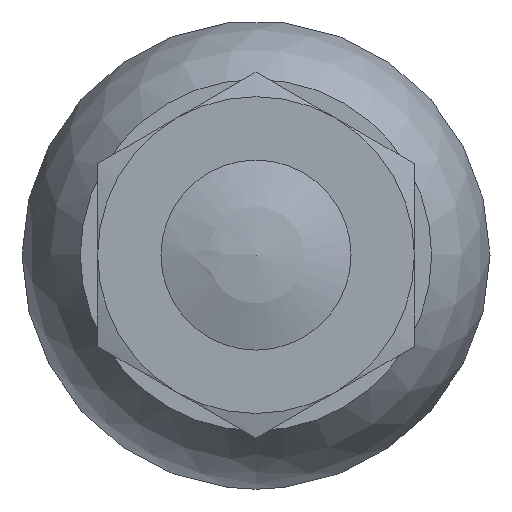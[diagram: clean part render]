
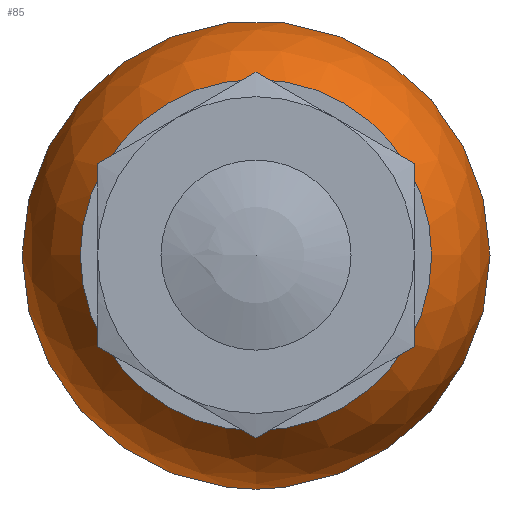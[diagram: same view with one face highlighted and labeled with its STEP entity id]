
A CAD part, left-side view. The second image highlights one B-rep face of the part: STEP entity #85.
In plain terms, the highlighted spherical face has radius 7.4 mm.
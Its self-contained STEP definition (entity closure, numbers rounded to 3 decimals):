
#85 = ADVANCED_FACE( '', ( #196, #197 ), #198, .T. );
#196 = FACE_OUTER_BOUND( '', #337, .T. );
#197 = FACE_OUTER_BOUND( '', #338, .T. );
#198 = SPHERICAL_SURFACE( '', #339, 7.4 );
#337 = EDGE_LOOP( '', ( #517 ) );
#338 = EDGE_LOOP( '', ( #518 ) );
#339 = AXIS2_PLACEMENT_3D( '', #519, #520, #521 );
#517 = ORIENTED_EDGE( '', *, *, #772, .T. );
#518 = ORIENTED_EDGE( '', *, *, #773, .F. );
#519 = CARTESIAN_POINT( '', ( 0., 0., 0. ) );
#520 = DIRECTION( '', ( 1., 0., 0. ) );
#521 = DIRECTION( '', ( 0., 1., 0. ) );
#772 = EDGE_CURVE( '', #910, #910, #911, .T. );
#773 = EDGE_CURVE( '', #912, #912, #913, .T. );
#910 = VERTEX_POINT( '', #1108 );
#911 = CIRCLE( '', #1109, 5.545 );
#912 = VERTEX_POINT( '', #1110 );
#913 = CIRCLE( '', #1111, 5. );
#1108 = CARTESIAN_POINT( '', ( -4.9, 0., -5.545 ) );
#1109 = AXIS2_PLACEMENT_3D( '', #1282, #1283, #1284 );
#1110 = CARTESIAN_POINT( '', ( 5.455, 0., -5. ) );
#1111 = AXIS2_PLACEMENT_3D( '', #1285, #1286, #1287 );
#1282 = CARTESIAN_POINT( '', ( -4.9, 0., 0. ) );
#1283 = DIRECTION( '', ( 1., 0., 0. ) );
#1284 = DIRECTION( '', ( 0., 0., -1. ) );
#1285 = CARTESIAN_POINT( '', ( 5.455, 0., 0. ) );
#1286 = DIRECTION( '', ( 1., 0., 0. ) );
#1287 = DIRECTION( '', ( 0., 0., -1. ) );
